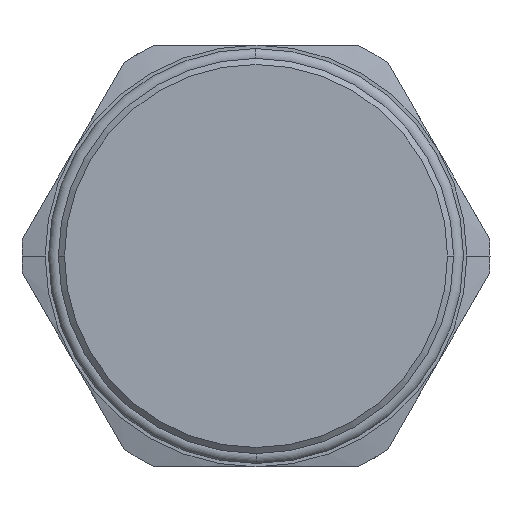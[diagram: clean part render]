
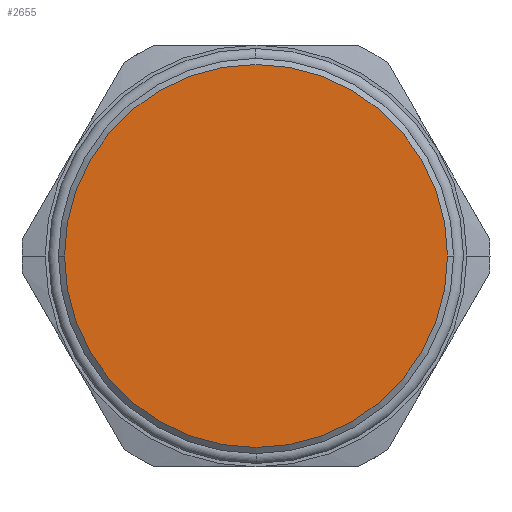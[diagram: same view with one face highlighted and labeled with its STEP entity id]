
A CAD part, front view. The second image highlights one B-rep face of the part: STEP entity #2655.
In plain terms, the highlighted planar face has unit normal (0, -1, 0).
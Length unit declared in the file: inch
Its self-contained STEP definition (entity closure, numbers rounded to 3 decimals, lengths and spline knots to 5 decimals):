
#6 = AXIS2_PLACEMENT_3D ( 'NONE', #2682, #202, #1254 ) ;
#50 = DIRECTION ( 'NONE',  ( 1., 0., 0. ) ) ;
#174 = VERTEX_POINT ( 'NONE', #511 ) ;
#202 = DIRECTION ( 'NONE',  ( 0., -1., 0. ) ) ;
#272 = VERTEX_POINT ( 'NONE', #791 ) ;
#418 = FACE_OUTER_BOUND ( 'NONE', #2447, .T. ) ;
#511 = CARTESIAN_POINT ( 'NONE',  ( 0.89409, 0., 0. ) ) ;
#584 = CIRCLE ( 'NONE', #6, 0.89409 ) ;
#648 = EDGE_CURVE ( 'NONE', #174, #272, #584, .T. ) ;
#791 = CARTESIAN_POINT ( 'NONE',  ( -0.89409, 0., 0. ) ) ;
#806 = PLANE ( 'NONE',  #2549 ) ;
#1103 = CARTESIAN_POINT ( 'NONE',  ( 0., 0., 0. ) ) ;
#1254 = DIRECTION ( 'NONE',  ( 1., 0., 0. ) ) ;
#1484 = DIRECTION ( 'NONE',  ( 0., 0., -1. ) ) ;
#1665 = CARTESIAN_POINT ( 'NONE',  ( 0.87199, 0., 0. ) ) ;
#1704 = DIRECTION ( 'NONE',  ( 0., -1., 0. ) ) ;
#1814 = EDGE_CURVE ( 'NONE', #272, #174, #2718, .T. ) ;
#1960 = DIRECTION ( 'NONE',  ( 0., -1., 0. ) ) ;
#2191 = ORIENTED_EDGE ( 'NONE', *, *, #1814, .T. ) ;
#2408 = ORIENTED_EDGE ( 'NONE', *, *, #648, .T. ) ;
#2447 = EDGE_LOOP ( 'NONE', ( #2408, #2191 ) ) ;
#2465 = AXIS2_PLACEMENT_3D ( 'NONE', #1103, #1960, #50 ) ;
#2549 = AXIS2_PLACEMENT_3D ( 'NONE', #1665, #1704, #1484 ) ;
#2655 = ADVANCED_FACE ( 'NONE', ( #418 ), #806, .T. ) ;
#2682 = CARTESIAN_POINT ( 'NONE',  ( 0., 0., 0. ) ) ;
#2718 = CIRCLE ( 'NONE', #2465, 0.89409 ) ;
